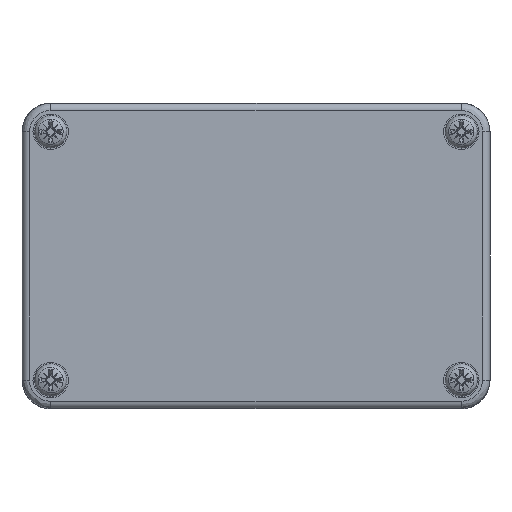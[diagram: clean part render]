
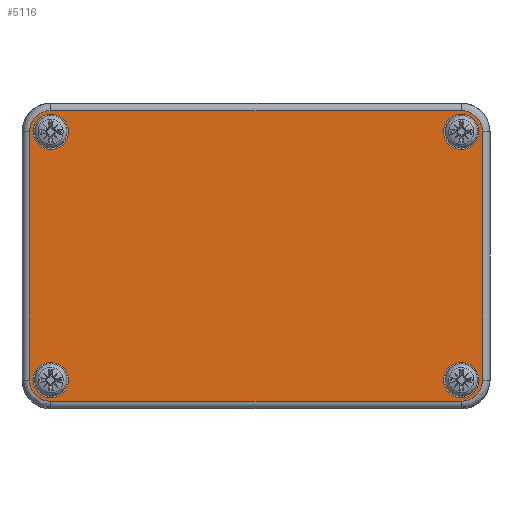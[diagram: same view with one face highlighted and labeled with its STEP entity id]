
A CAD part, top view. The second image highlights one B-rep face of the part: STEP entity #5116.
In plain terms, the highlighted planar face has unit normal (0, 0, 1).
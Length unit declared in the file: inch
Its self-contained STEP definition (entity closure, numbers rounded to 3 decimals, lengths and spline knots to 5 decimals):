
#178 = CARTESIAN_POINT ( 'NONE',  ( -1.83858, 1.02362, 0.37402 ) ) ;
#396 = EDGE_CURVE ( 'NONE', #17011, #20812, #13550, .T. ) ;
#632 = CARTESIAN_POINT ( 'NONE',  ( -1.79508, 1.19804, 0.37402 ) ) ;
#689 = FACE_BOUND ( 'NONE', #34631, .T. ) ;
#1082 = CARTESIAN_POINT ( 'NONE',  ( -1.86733, 1.12579, 0.37402 ) ) ;
#1125 = EDGE_LOOP ( 'NONE', ( #34427, #44109, #25763, #22221, #38762, #46481, #20763, #47078 ) ) ;
#3353 = LINE ( 'NONE', #4436, #54398 ) ;
#3987 = VERTEX_POINT ( 'NONE', #56171 ) ;
#4122 = CIRCLE ( 'NONE', #53404, 0.14567 ) ;
#4436 = CARTESIAN_POINT ( 'NONE',  ( 1.86733, 0., 0.37402 ) ) ;
#4933 = CARTESIAN_POINT ( 'NONE',  ( 1.69291, 1.19804, 0.37402 ) ) ;
#5116 = ADVANCED_FACE ( 'NONE', ( #14274, #58182, #689, #53370, #50194 ), #51275, .F. ) ;
#6290 = EDGE_CURVE ( 'NONE', #30360, #30360, #33301, .T. ) ;
#6963 = DIRECTION ( 'NONE',  ( -1., 0., 0. ) ) ;
#7474 = CARTESIAN_POINT ( 'NONE',  ( 1.86733, -1.12579, 0.37402 ) ) ;
#7525 = EDGE_LOOP ( 'NONE', ( #57630 ) ) ;
#7577 = VERTEX_POINT ( 'NONE', #61047 ) ;
#7949 = VERTEX_POINT ( 'NONE', #66018 ) ;
#9048 = ORIENTED_EDGE ( 'NONE', *, *, #22019, .F. ) ;
#9343 = EDGE_CURVE ( 'NONE', #9743, #61271, #59088, .T. ) ;
#9728 = VECTOR ( 'NONE', #55447, 39.37008 ) ;
#9743 = VERTEX_POINT ( 'NONE', #47529 ) ;
#11350 = CARTESIAN_POINT ( 'NONE',  ( 1.86733, 1.02362, 0.37402 ) ) ;
#11566 = EDGE_CURVE ( 'NONE', #20812, #9743, #3353, .T. ) ;
#12020 = DIRECTION ( 'NONE',  ( -1., 0., 0. ) ) ;
#12543 = EDGE_CURVE ( 'NONE', #41994, #22213, #54339, .T. ) ;
#13361 = CARTESIAN_POINT ( 'NONE',  ( 1.69291, -1.02362, 0.37402 ) ) ;
#13550 =( BOUNDED_CURVE ( )  B_SPLINE_CURVE ( 3, ( #16252, #26088, #57286, #11350 ),
 .UNSPECIFIED., .F., .F. ) 
 B_SPLINE_CURVE_WITH_KNOTS ( ( 4, 4 ),
 ( 0., 1. ),
 .UNSPECIFIED. ) 
 CURVE ( )  GEOMETRIC_REPRESENTATION_ITEM ( )  RATIONAL_B_SPLINE_CURVE ( ( 1., 0.805, 0.805, 1. ) ) 
 REPRESENTATION_ITEM ( '' )  );
#14274 = FACE_BOUND ( 'NONE', #57098, .T. ) ;
#14501 = EDGE_CURVE ( 'NONE', #34157, #41994, #14524, .T. ) ;
#14524 =( BOUNDED_CURVE ( )  B_SPLINE_CURVE ( 3, ( #61367, #41532, #21215, #31247 ),
 .UNSPECIFIED., .F., .F. ) 
 B_SPLINE_CURVE_WITH_KNOTS ( ( 4, 4 ),
 ( 0., 1. ),
 .UNSPECIFIED. ) 
 CURVE ( )  GEOMETRIC_REPRESENTATION_ITEM ( )  RATIONAL_B_SPLINE_CURVE ( ( 1., 0.805, 0.805, 1. ) ) 
 REPRESENTATION_ITEM ( '' )  );
#15458 = EDGE_LOOP ( 'NONE', ( #9048 ) ) ;
#15893 = EDGE_CURVE ( 'NONE', #61271, #34157, #51695, .T. ) ;
#16252 = CARTESIAN_POINT ( 'NONE',  ( 1.69291, 1.19804, 0.37402 ) ) ;
#16484 = AXIS2_PLACEMENT_3D ( 'NONE', #58396, #47942, #12020 ) ;
#17011 = VERTEX_POINT ( 'NONE', #4933 ) ;
#17371 = CARTESIAN_POINT ( 'NONE',  ( 0., 1.19804, 0.37402 ) ) ;
#17734 = CARTESIAN_POINT ( 'NONE',  ( 1.69291, -1.19804, 0.37402 ) ) ;
#18499 = DIRECTION ( 'NONE',  ( 0., 0., 1. ) ) ;
#19560 = CARTESIAN_POINT ( 'NONE',  ( -1.69291, -1.02362, 0.37402 ) ) ;
#19775 = CARTESIAN_POINT ( 'NONE',  ( -1.86733, 0., 0.37402 ) ) ;
#20763 = ORIENTED_EDGE ( 'NONE', *, *, #15893, .F. ) ;
#20812 = VERTEX_POINT ( 'NONE', #65983 ) ;
#21215 = CARTESIAN_POINT ( 'NONE',  ( -1.86733, -1.12579, 0.37402 ) ) ;
#22019 = EDGE_CURVE ( 'NONE', #3987, #3987, #4122, .T. ) ;
#22213 = VERTEX_POINT ( 'NONE', #56793 ) ;
#22221 = ORIENTED_EDGE ( 'NONE', *, *, #63462, .F. ) ;
#22729 = DIRECTION ( 'NONE',  ( 1., 0., 0. ) ) ;
#24751 = VERTEX_POINT ( 'NONE', #178 ) ;
#25763 = ORIENTED_EDGE ( 'NONE', *, *, #40644, .F. ) ;
#26074 = CARTESIAN_POINT ( 'NONE',  ( -1.86733, 1.02362, 0.37402 ) ) ;
#26088 = CARTESIAN_POINT ( 'NONE',  ( 1.79508, 1.19804, 0.37402 ) ) ;
#26514 = CARTESIAN_POINT ( 'NONE',  ( -1.69291, -1.19804, 0.37402 ) ) ;
#29884 = CARTESIAN_POINT ( 'NONE',  ( 0., 0., 0.37402 ) ) ;
#29979 = ORIENTED_EDGE ( 'NONE', *, *, #46423, .F. ) ;
#30360 = VERTEX_POINT ( 'NONE', #39949 ) ;
#31247 = CARTESIAN_POINT ( 'NONE',  ( -1.86733, -1.02362, 0.37402 ) ) ;
#32826 = AXIS2_PLACEMENT_3D ( 'NONE', #48242, #38185, #6963 ) ;
#33301 = CIRCLE ( 'NONE', #16484, 0.14567 ) ;
#34157 = VERTEX_POINT ( 'NONE', #26514 ) ;
#34427 = ORIENTED_EDGE ( 'NONE', *, *, #11566, .F. ) ;
#34505 = DIRECTION ( 'NONE',  ( -1., 0., 0. ) ) ;
#34631 = EDGE_LOOP ( 'NONE', ( #29979 ) ) ;
#36347 = CARTESIAN_POINT ( 'NONE',  ( -1.69291, 1.19804, 0.37402 ) ) ;
#38136 = VECTOR ( 'NONE', #60628, 39.37008 ) ;
#38185 = DIRECTION ( 'NONE',  ( 0., 0., 1. ) ) ;
#38667 = CIRCLE ( 'NONE', #52556, 0.14567 ) ;
#38762 = ORIENTED_EDGE ( 'NONE', *, *, #12543, .F. ) ;
#39474 = DIRECTION ( 'NONE',  ( -1., 0., 0. ) ) ;
#39949 = CARTESIAN_POINT ( 'NONE',  ( 1.54724, 1.02362, 0.37402 ) ) ;
#40610 = DIRECTION ( 'NONE',  ( -1., 0., 0. ) ) ;
#40644 = EDGE_CURVE ( 'NONE', #7577, #17011, #65960, .T. ) ;
#41532 = CARTESIAN_POINT ( 'NONE',  ( -1.79508, -1.19804, 0.37402 ) ) ;
#41994 = VERTEX_POINT ( 'NONE', #44884 ) ;
#42832 = CARTESIAN_POINT ( 'NONE',  ( 1.69291, -1.19804, 0.37402 ) ) ;
#42970 = CARTESIAN_POINT ( 'NONE',  ( 1.86733, -1.02362, 0.37402 ) ) ;
#43414 = CARTESIAN_POINT ( 'NONE',  ( 1.79508, -1.19804, 0.37402 ) ) ;
#44109 = ORIENTED_EDGE ( 'NONE', *, *, #396, .F. ) ;
#44839 = EDGE_CURVE ( 'NONE', #24751, #24751, #53109, .T. ) ;
#44884 = CARTESIAN_POINT ( 'NONE',  ( -1.86733, -1.02362, 0.37402 ) ) ;
#46423 = EDGE_CURVE ( 'NONE', #7949, #7949, #38667, .T. ) ;
#46481 = ORIENTED_EDGE ( 'NONE', *, *, #14501, .F. ) ;
#47078 = ORIENTED_EDGE ( 'NONE', *, *, #9343, .F. ) ;
#47529 = CARTESIAN_POINT ( 'NONE',  ( 1.86733, -1.02362, 0.37402 ) ) ;
#47942 = DIRECTION ( 'NONE',  ( 0., 0., 1. ) ) ;
#48242 = CARTESIAN_POINT ( 'NONE',  ( -1.69291, 1.02362, 0.37402 ) ) ;
#50194 = FACE_OUTER_BOUND ( 'NONE', #1125, .T. ) ;
#50403 = DIRECTION ( 'NONE',  ( 0., 0., -1. ) ) ;
#51031 = CARTESIAN_POINT ( 'NONE',  ( 0., -1.19804, 0.37402 ) ) ;
#51275 = PLANE ( 'NONE',  #66053 ) ;
#51695 = LINE ( 'NONE', #51031, #38136 ) ;
#52556 = AXIS2_PLACEMENT_3D ( 'NONE', #19560, #54998, #34505 ) ;
#53109 = CIRCLE ( 'NONE', #32826, 0.14567 ) ;
#53370 = FACE_BOUND ( 'NONE', #7525, .T. ) ;
#53404 = AXIS2_PLACEMENT_3D ( 'NONE', #13361, #18499, #39474 ) ;
#54339 = LINE ( 'NONE', #19775, #9728 ) ;
#54398 = VECTOR ( 'NONE', #59524, 39.37008 ) ;
#54998 = DIRECTION ( 'NONE',  ( 0., 0., 1. ) ) ;
#55447 = DIRECTION ( 'NONE',  ( 0., 1., 0. ) ) ;
#56171 = CARTESIAN_POINT ( 'NONE',  ( 1.54724, -1.02362, 0.37402 ) ) ;
#56793 = CARTESIAN_POINT ( 'NONE',  ( -1.86733, 1.02362, 0.37402 ) ) ;
#57098 = EDGE_LOOP ( 'NONE', ( #58513 ) ) ;
#57286 = CARTESIAN_POINT ( 'NONE',  ( 1.86733, 1.12579, 0.37402 ) ) ;
#57630 = ORIENTED_EDGE ( 'NONE', *, *, #44839, .F. ) ;
#58182 = FACE_BOUND ( 'NONE', #15458, .T. ) ;
#58396 = CARTESIAN_POINT ( 'NONE',  ( 1.69291, 1.02362, 0.37402 ) ) ;
#58513 = ORIENTED_EDGE ( 'NONE', *, *, #6290, .F. ) ;
#59088 =( BOUNDED_CURVE ( )  B_SPLINE_CURVE ( 3, ( #42970, #7474, #43414, #17734 ),
 .UNSPECIFIED., .F., .F. ) 
 B_SPLINE_CURVE_WITH_KNOTS ( ( 4, 4 ),
 ( 0., 1. ),
 .UNSPECIFIED. ) 
 CURVE ( )  GEOMETRIC_REPRESENTATION_ITEM ( )  RATIONAL_B_SPLINE_CURVE ( ( 1., 0.805, 0.805, 1. ) ) 
 REPRESENTATION_ITEM ( '' )  );
#59524 = DIRECTION ( 'NONE',  ( 0., -1., 0. ) ) ;
#60628 = DIRECTION ( 'NONE',  ( -1., 0., 0. ) ) ;
#61047 = CARTESIAN_POINT ( 'NONE',  ( -1.69291, 1.19804, 0.37402 ) ) ;
#61271 = VERTEX_POINT ( 'NONE', #42832 ) ;
#61367 = CARTESIAN_POINT ( 'NONE',  ( -1.69291, -1.19804, 0.37402 ) ) ;
#61629 =( BOUNDED_CURVE ( )  B_SPLINE_CURVE ( 3, ( #26074, #1082, #632, #36347 ),
 .UNSPECIFIED., .F., .F. ) 
 B_SPLINE_CURVE_WITH_KNOTS ( ( 4, 4 ),
 ( 0., 1. ),
 .UNSPECIFIED. ) 
 CURVE ( )  GEOMETRIC_REPRESENTATION_ITEM ( )  RATIONAL_B_SPLINE_CURVE ( ( 1., 0.805, 0.805, 1. ) ) 
 REPRESENTATION_ITEM ( '' )  );
#63462 = EDGE_CURVE ( 'NONE', #22213, #7577, #61629, .T. ) ;
#64328 = VECTOR ( 'NONE', #22729, 39.37008 ) ;
#65960 = LINE ( 'NONE', #17371, #64328 ) ;
#65983 = CARTESIAN_POINT ( 'NONE',  ( 1.86733, 1.02362, 0.37402 ) ) ;
#66018 = CARTESIAN_POINT ( 'NONE',  ( -1.83858, -1.02362, 0.37402 ) ) ;
#66053 = AXIS2_PLACEMENT_3D ( 'NONE', #29884, #50403, #40610 ) ;
